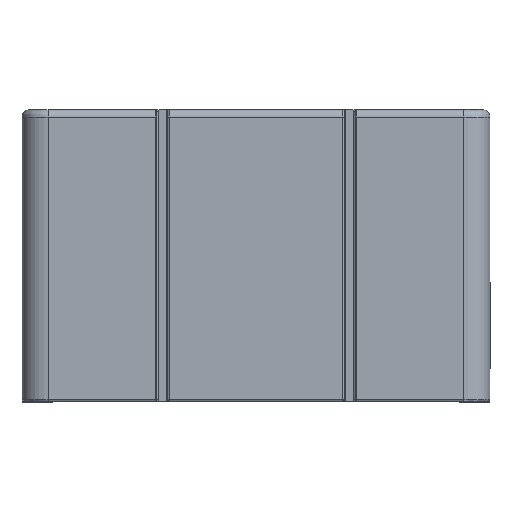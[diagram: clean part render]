
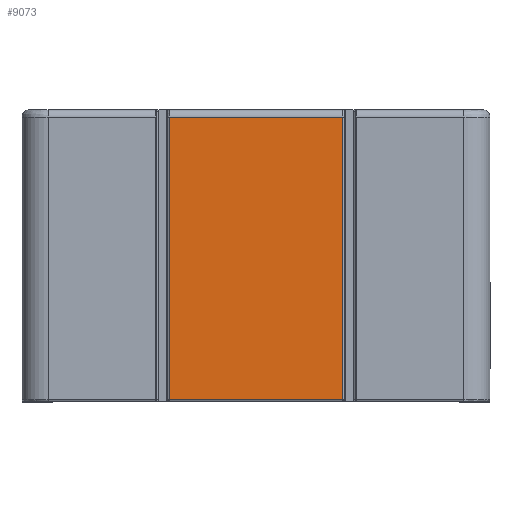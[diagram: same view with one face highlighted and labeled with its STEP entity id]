
A CAD part, top view. The second image highlights one B-rep face of the part: STEP entity #9073.
In plain terms, the highlighted planar face has unit normal (0, 0, 1).
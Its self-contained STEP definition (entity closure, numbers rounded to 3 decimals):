
#150 = VECTOR ( 'NONE', #11397, 1000. ) ;
#1489 = DIRECTION ( 'NONE',  ( 0., -1., 0. ) ) ;
#1723 = CARTESIAN_POINT ( 'NONE',  ( -11.9, 0., 8.8 ) ) ;
#3001 = VECTOR ( 'NONE', #8167, 1000. ) ;
#3919 = EDGE_CURVE ( 'NONE', #5789, #10761, #23152, .T. ) ;
#4317 = VERTEX_POINT ( 'NONE', #18462 ) ;
#5759 = DIRECTION ( 'NONE',  ( 0., 1., 0. ) ) ;
#5789 = VERTEX_POINT ( 'NONE', #12002 ) ;
#6100 = ORIENTED_EDGE ( 'NONE', *, *, #15775, .T. ) ;
#6338 = VECTOR ( 'NONE', #1489, 1000. ) ;
#6442 = ORIENTED_EDGE ( 'NONE', *, *, #21598, .F. ) ;
#7118 = FACE_OUTER_BOUND ( 'NONE', #13036, .T. ) ;
#8088 = DIRECTION ( 'NONE',  ( 0., 0., 1. ) ) ;
#8167 = DIRECTION ( 'NONE',  ( 1., 0., 0. ) ) ;
#9073 = ADVANCED_FACE ( 'NONE', ( #7118 ), #9671, .T. ) ;
#9665 = LINE ( 'NONE', #20510, #150 ) ;
#9671 = PLANE ( 'NONE',  #23077 ) ;
#10292 = LINE ( 'NONE', #22337, #3001 ) ;
#10761 = VERTEX_POINT ( 'NONE', #19908 ) ;
#11397 = DIRECTION ( 'NONE',  ( 1., 0., 0. ) ) ;
#12002 = CARTESIAN_POINT ( 'NONE',  ( 11.9, 0.2, 8.8 ) ) ;
#12983 = CARTESIAN_POINT ( 'NONE',  ( 11.9, 0., 8.8 ) ) ;
#13026 = VERTEX_POINT ( 'NONE', #16762 ) ;
#13036 = EDGE_LOOP ( 'NONE', ( #6442, #21835, #6100, #21593 ) ) ;
#15182 = CARTESIAN_POINT ( 'NONE',  ( -28.5, 0., 8.8 ) ) ;
#15667 = EDGE_CURVE ( 'NONE', #4317, #13026, #16201, .T. ) ;
#15775 = EDGE_CURVE ( 'NONE', #13026, #5789, #10292, .T. ) ;
#16201 = LINE ( 'NONE', #1723, #6338 ) ;
#16762 = CARTESIAN_POINT ( 'NONE',  ( -11.9, 0.2, 8.8 ) ) ;
#16897 = DIRECTION ( 'NONE',  ( 1., 0., 0. ) ) ;
#18462 = CARTESIAN_POINT ( 'NONE',  ( -11.9, 39., 8.8 ) ) ;
#19166 = VECTOR ( 'NONE', #5759, 1000. ) ;
#19908 = CARTESIAN_POINT ( 'NONE',  ( 11.9, 39., 8.8 ) ) ;
#20510 = CARTESIAN_POINT ( 'NONE',  ( -28.66, 39., 8.8 ) ) ;
#21593 = ORIENTED_EDGE ( 'NONE', *, *, #3919, .T. ) ;
#21598 = EDGE_CURVE ( 'NONE', #4317, #10761, #9665, .T. ) ;
#21835 = ORIENTED_EDGE ( 'NONE', *, *, #15667, .T. ) ;
#22337 = CARTESIAN_POINT ( 'NONE',  ( -28.5, 0.2, 8.8 ) ) ;
#23077 = AXIS2_PLACEMENT_3D ( 'NONE', #15182, #8088, #16897 ) ;
#23152 = LINE ( 'NONE', #12983, #19166 ) ;
